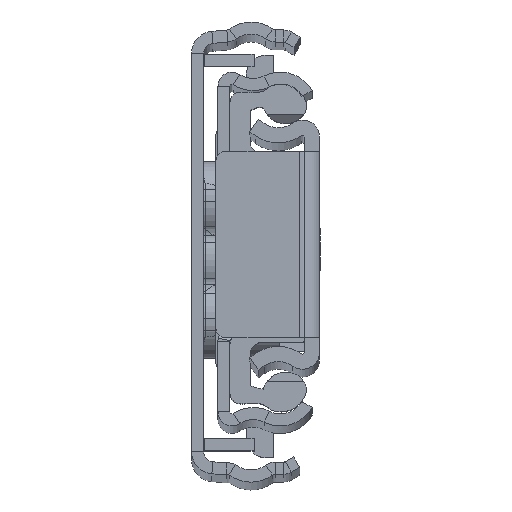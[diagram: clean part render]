
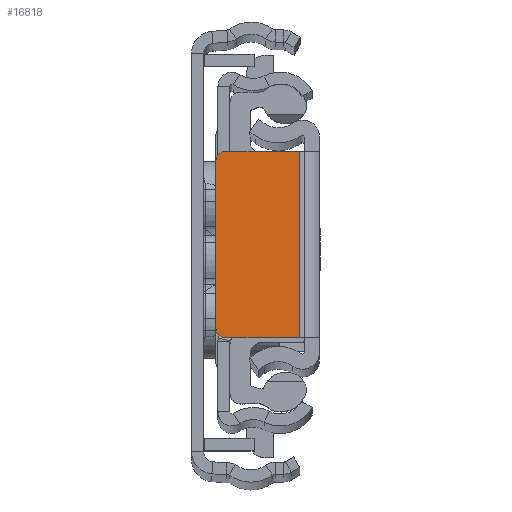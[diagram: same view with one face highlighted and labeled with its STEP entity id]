
A CAD part, top view. The second image highlights one B-rep face of the part: STEP entity #16818.
In plain terms, the highlighted planar face has unit normal (0, 0, 1).
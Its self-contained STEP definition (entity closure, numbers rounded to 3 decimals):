
#109 = AXIS2_PLACEMENT_3D ( 'NONE', #16455, #4113, #14861 ) ;
#476 = DIRECTION ( 'NONE',  ( -1., 0., 0. ) ) ;
#1156 = ORIENTED_EDGE ( 'NONE', *, *, #8104, .T. ) ;
#1400 = VECTOR ( 'NONE', #11123, 1000. ) ;
#1594 = CARTESIAN_POINT ( 'NONE',  ( 0., 9.25, 0. ) ) ;
#1768 = CARTESIAN_POINT ( 'NONE',  ( -10.3, -8.25, 0. ) ) ;
#2167 = VERTEX_POINT ( 'NONE', #15405 ) ;
#2288 = CIRCLE ( 'NONE', #109, 1. ) ;
#3261 = ORIENTED_EDGE ( 'NONE', *, *, #11606, .T. ) ;
#3515 = DIRECTION ( 'NONE',  ( -1., 0., 0. ) ) ;
#3533 = PLANE ( 'NONE',  #5305 ) ;
#3927 = LINE ( 'NONE', #8629, #1400 ) ;
#4104 = EDGE_CURVE ( 'NONE', #14536, #2167, #4586, .T. ) ;
#4113 = DIRECTION ( 'NONE',  ( 0., 0., 1. ) ) ;
#4131 = ORIENTED_EDGE ( 'NONE', *, *, #14616, .T. ) ;
#4211 = CARTESIAN_POINT ( 'NONE',  ( -9.3, -8.25, 0. ) ) ;
#4365 = CARTESIAN_POINT ( 'NONE',  ( 0., -9.25, 0. ) ) ;
#4586 = LINE ( 'NONE', #4365, #4968 ) ;
#4926 = DIRECTION ( 'NONE',  ( 0., -1., 0. ) ) ;
#4968 = VECTOR ( 'NONE', #5961, 1000. ) ;
#5018 = FACE_OUTER_BOUND ( 'NONE', #5316, .T. ) ;
#5305 = AXIS2_PLACEMENT_3D ( 'NONE', #17336, #12207, #19146 ) ;
#5316 = EDGE_LOOP ( 'NONE', ( #4131, #1156, #18014, #9357, #18323, #3261 ) ) ;
#5961 = DIRECTION ( 'NONE',  ( 1., 0., 0. ) ) ;
#6505 = VERTEX_POINT ( 'NONE', #1768 ) ;
#7203 = CARTESIAN_POINT ( 'NONE',  ( -9.3, 9.25, 0. ) ) ;
#8104 = EDGE_CURVE ( 'NONE', #6505, #14536, #19080, .T. ) ;
#8210 = CARTESIAN_POINT ( 'NONE',  ( -2., 9.25, 0. ) ) ;
#8629 = CARTESIAN_POINT ( 'NONE',  ( -10.3, 0., 0. ) ) ;
#8767 = CARTESIAN_POINT ( 'NONE',  ( -10.3, 8.25, 0. ) ) ;
#9357 = ORIENTED_EDGE ( 'NONE', *, *, #13091, .F. ) ;
#10071 = CARTESIAN_POINT ( 'NONE',  ( -2., -9.25, 0. ) ) ;
#10491 = VERTEX_POINT ( 'NONE', #7203 ) ;
#10792 = VECTOR ( 'NONE', #4926, 1000. ) ;
#11061 = AXIS2_PLACEMENT_3D ( 'NONE', #4211, #12571, #476 ) ;
#11123 = DIRECTION ( 'NONE',  ( 0., -1., 0. ) ) ;
#11606 = EDGE_CURVE ( 'NONE', #10491, #15710, #2288, .T. ) ;
#12207 = DIRECTION ( 'NONE',  ( 0., 0., -1. ) ) ;
#12571 = DIRECTION ( 'NONE',  ( 0., 0., 1. ) ) ;
#13091 = EDGE_CURVE ( 'NONE', #19353, #2167, #17145, .T. ) ;
#14536 = VERTEX_POINT ( 'NONE', #15700 ) ;
#14616 = EDGE_CURVE ( 'NONE', #15710, #6505, #3927, .T. ) ;
#14861 = DIRECTION ( 'NONE',  ( -1., 0., 0. ) ) ;
#15405 = CARTESIAN_POINT ( 'NONE',  ( -2., -9.25, 0. ) ) ;
#15700 = CARTESIAN_POINT ( 'NONE',  ( -9.3, -9.25, 0. ) ) ;
#15710 = VERTEX_POINT ( 'NONE', #8767 ) ;
#16455 = CARTESIAN_POINT ( 'NONE',  ( -9.3, 8.25, 0. ) ) ;
#16818 = ADVANCED_FACE ( 'NONE', ( #5018 ), #3533, .F. ) ;
#17145 = LINE ( 'NONE', #10071, #10792 ) ;
#17336 = CARTESIAN_POINT ( 'NONE',  ( 0., 0., 0. ) ) ;
#18014 = ORIENTED_EDGE ( 'NONE', *, *, #4104, .T. ) ;
#18323 = ORIENTED_EDGE ( 'NONE', *, *, #22011, .T. ) ;
#19080 = CIRCLE ( 'NONE', #11061, 1. ) ;
#19146 = DIRECTION ( 'NONE',  ( -1., 0., 0. ) ) ;
#19353 = VERTEX_POINT ( 'NONE', #8210 ) ;
#20610 = LINE ( 'NONE', #1594, #21016 ) ;
#21016 = VECTOR ( 'NONE', #3515, 1000. ) ;
#22011 = EDGE_CURVE ( 'NONE', #19353, #10491, #20610, .T. ) ;
